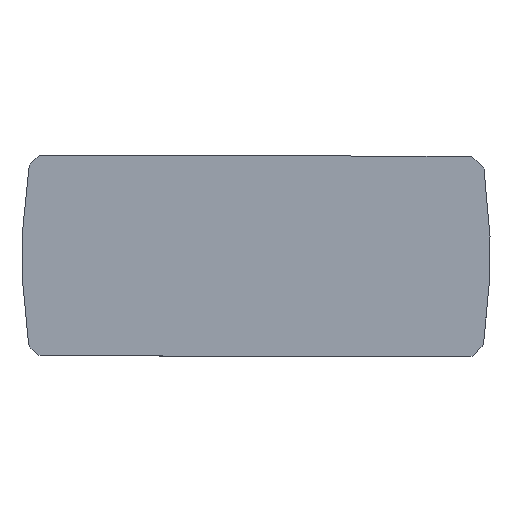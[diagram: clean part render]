
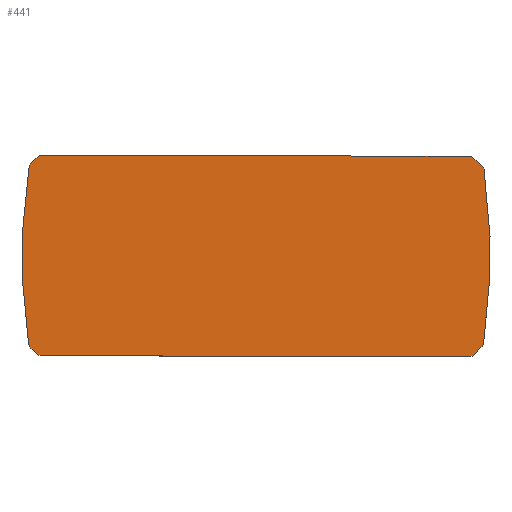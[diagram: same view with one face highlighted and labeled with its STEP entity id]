
A CAD part, top view. The second image highlights one B-rep face of the part: STEP entity #441.
In plain terms, the highlighted planar face has unit normal (0, 0, 1).
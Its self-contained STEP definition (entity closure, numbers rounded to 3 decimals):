
#35=FACE_OUTER_BOUND('',#57,.T.);
#57=EDGE_LOOP('',(#359,#360,#361,#362,#363,#364,#365,#366,#367,#368,#369,
#370,#371,#372,#373,#374,#375,#376,#377,#378));
#61=LINE('',#602,#121);
#64=LINE('',#608,#124);
#67=LINE('',#614,#127);
#70=LINE('',#620,#130);
#73=LINE('',#626,#133);
#76=LINE('',#632,#136);
#79=LINE('',#638,#139);
#82=LINE('',#644,#142);
#85=LINE('',#650,#145);
#88=LINE('',#656,#148);
#91=LINE('',#662,#151);
#94=LINE('',#668,#154);
#97=LINE('',#674,#157);
#100=LINE('',#680,#160);
#103=LINE('',#686,#163);
#106=LINE('',#692,#166);
#109=LINE('',#698,#169);
#112=LINE('',#704,#172);
#115=LINE('',#710,#175);
#118=LINE('',#714,#178);
#121=VECTOR('',#494,10.);
#124=VECTOR('',#499,10.);
#127=VECTOR('',#504,10.);
#130=VECTOR('',#509,10.);
#133=VECTOR('',#514,10.);
#136=VECTOR('',#519,10.);
#139=VECTOR('',#524,10.);
#142=VECTOR('',#529,10.);
#145=VECTOR('',#534,10.);
#148=VECTOR('',#539,10.);
#151=VECTOR('',#544,10.);
#154=VECTOR('',#549,10.);
#157=VECTOR('',#554,10.);
#160=VECTOR('',#559,10.);
#163=VECTOR('',#564,10.);
#166=VECTOR('',#569,10.);
#169=VECTOR('',#574,10.);
#172=VECTOR('',#579,10.);
#175=VECTOR('',#584,10.);
#178=VECTOR('',#589,10.);
#181=VERTEX_POINT('',#599);
#182=VERTEX_POINT('',#601);
#184=VERTEX_POINT('',#607);
#186=VERTEX_POINT('',#613);
#188=VERTEX_POINT('',#619);
#190=VERTEX_POINT('',#625);
#192=VERTEX_POINT('',#631);
#194=VERTEX_POINT('',#637);
#196=VERTEX_POINT('',#643);
#198=VERTEX_POINT('',#649);
#200=VERTEX_POINT('',#655);
#202=VERTEX_POINT('',#661);
#204=VERTEX_POINT('',#667);
#206=VERTEX_POINT('',#673);
#208=VERTEX_POINT('',#679);
#210=VERTEX_POINT('',#685);
#212=VERTEX_POINT('',#691);
#214=VERTEX_POINT('',#697);
#216=VERTEX_POINT('',#703);
#218=VERTEX_POINT('',#709);
#221=EDGE_CURVE('',#182,#181,#61,.T.);
#224=EDGE_CURVE('',#184,#182,#64,.T.);
#227=EDGE_CURVE('',#186,#184,#67,.T.);
#230=EDGE_CURVE('',#188,#186,#70,.T.);
#233=EDGE_CURVE('',#190,#188,#73,.T.);
#236=EDGE_CURVE('',#192,#190,#76,.T.);
#239=EDGE_CURVE('',#194,#192,#79,.T.);
#242=EDGE_CURVE('',#196,#194,#82,.T.);
#245=EDGE_CURVE('',#198,#196,#85,.T.);
#248=EDGE_CURVE('',#200,#198,#88,.T.);
#251=EDGE_CURVE('',#202,#200,#91,.T.);
#254=EDGE_CURVE('',#204,#202,#94,.T.);
#257=EDGE_CURVE('',#206,#204,#97,.T.);
#260=EDGE_CURVE('',#208,#206,#100,.T.);
#263=EDGE_CURVE('',#210,#208,#103,.T.);
#266=EDGE_CURVE('',#212,#210,#106,.T.);
#269=EDGE_CURVE('',#214,#212,#109,.T.);
#272=EDGE_CURVE('',#216,#214,#112,.T.);
#275=EDGE_CURVE('',#218,#216,#115,.T.);
#278=EDGE_CURVE('',#181,#218,#118,.T.);
#359=ORIENTED_EDGE('',*,*,#278,.T.);
#360=ORIENTED_EDGE('',*,*,#275,.T.);
#361=ORIENTED_EDGE('',*,*,#272,.T.);
#362=ORIENTED_EDGE('',*,*,#269,.T.);
#363=ORIENTED_EDGE('',*,*,#266,.T.);
#364=ORIENTED_EDGE('',*,*,#263,.T.);
#365=ORIENTED_EDGE('',*,*,#260,.T.);
#366=ORIENTED_EDGE('',*,*,#257,.T.);
#367=ORIENTED_EDGE('',*,*,#254,.T.);
#368=ORIENTED_EDGE('',*,*,#251,.T.);
#369=ORIENTED_EDGE('',*,*,#248,.T.);
#370=ORIENTED_EDGE('',*,*,#245,.T.);
#371=ORIENTED_EDGE('',*,*,#242,.T.);
#372=ORIENTED_EDGE('',*,*,#239,.T.);
#373=ORIENTED_EDGE('',*,*,#236,.T.);
#374=ORIENTED_EDGE('',*,*,#233,.T.);
#375=ORIENTED_EDGE('',*,*,#230,.T.);
#376=ORIENTED_EDGE('',*,*,#227,.T.);
#377=ORIENTED_EDGE('',*,*,#224,.T.);
#378=ORIENTED_EDGE('',*,*,#221,.T.);
#419=PLANE('',#486);
#441=ADVANCED_FACE('',(#35),#419,.T.);
#486=AXIS2_PLACEMENT_3D('',#715,#590,#591);
#494=DIRECTION('',(-0.929,-0.37,0.));
#499=DIRECTION('',(-1.,0.003,0.));
#504=DIRECTION('',(-0.968,0.253,0.));
#509=DIRECTION('',(-0.719,0.695,0.));
#514=DIRECTION('',(-0.471,0.882,0.));
#519=DIRECTION('',(-0.088,0.996,0.));
#524=DIRECTION('',(0.003,1.,0.));
#529=DIRECTION('',(0.094,0.996,0.));
#534=DIRECTION('',(0.477,0.879,0.));
#539=DIRECTION('',(0.723,0.691,0.));
#544=DIRECTION('',(0.969,0.247,0.));
#549=DIRECTION('',(1.,-0.003,0.));
#554=DIRECTION('',(0.927,-0.376,0.));
#559=DIRECTION('',(0.712,-0.702,0.));
#564=DIRECTION('',(0.405,-0.914,0.));
#569=DIRECTION('',(0.096,-0.995,0.));
#574=DIRECTION('',(-0.003,-1.,0.));
#579=DIRECTION('',(-0.101,-0.995,0.));
#584=DIRECTION('',(-0.41,-0.912,0.));
#589=DIRECTION('',(-0.717,-0.698,0.));
#590=DIRECTION('center_axis',(0.,0.,1.));
#591=DIRECTION('ref_axis',(1.,0.,0.));
#599=CARTESIAN_POINT('',(62.033,144.158,3.));
#601=CARTESIAN_POINT('',(62.989,144.54,3.));
#602=CARTESIAN_POINT('',(62.989,144.54,3.));
#607=CARTESIAN_POINT('',(231.254,144.045,3.));
#608=CARTESIAN_POINT('',(231.276,144.045,3.));
#613=CARTESIAN_POINT('',(232.349,143.759,3.));
#614=CARTESIAN_POINT('',(232.349,143.759,3.));
#619=CARTESIAN_POINT('',(236.164,140.072,3.));
#620=CARTESIAN_POINT('',(236.164,140.072,3.));
#625=CARTESIAN_POINT('',(236.74,138.995,3.));
#626=CARTESIAN_POINT('',(236.74,138.995,3.));
#631=CARTESIAN_POINT('',(239.077,112.625,3.));
#632=CARTESIAN_POINT('',(239.077,112.625,3.));
#637=CARTESIAN_POINT('',(239.03,96.825,3.));
#638=CARTESIAN_POINT('',(239.03,96.825,3.));
#643=CARTESIAN_POINT('',(236.539,70.468,3.));
#644=CARTESIAN_POINT('',(236.539,70.468,3.));
#649=CARTESIAN_POINT('',(235.956,69.394,3.));
#650=CARTESIAN_POINT('',(235.956,69.394,3.));
#655=CARTESIAN_POINT('',(232.12,65.73,3.));
#656=CARTESIAN_POINT('',(232.12,65.73,3.));
#661=CARTESIAN_POINT('',(231.023,65.451,3.));
#662=CARTESIAN_POINT('',(231.023,65.451,3.));
#667=CARTESIAN_POINT('',(62.758,65.946,3.));
#668=CARTESIAN_POINT('',(62.758,65.946,3.));
#673=CARTESIAN_POINT('',(61.804,66.333,3.));
#674=CARTESIAN_POINT('',(61.804,66.333,3.));
#679=CARTESIAN_POINT('',(58.751,69.34,3.));
#680=CARTESIAN_POINT('',(58.751,69.34,3.));
#685=CARTESIAN_POINT('',(58.264,70.44,3.));
#686=CARTESIAN_POINT('',(58.264,70.44,3.));
#691=CARTESIAN_POINT('',(55.677,97.364,3.));
#692=CARTESIAN_POINT('',(55.677,97.364,3.));
#697=CARTESIAN_POINT('',(55.723,113.164,3.));
#698=CARTESIAN_POINT('',(55.723,113.164,3.));
#703=CARTESIAN_POINT('',(58.469,140.072,3.));
#704=CARTESIAN_POINT('',(58.469,140.072,3.));
#709=CARTESIAN_POINT('',(58.962,141.17,3.));
#710=CARTESIAN_POINT('',(58.962,141.17,3.));
#714=CARTESIAN_POINT('',(62.033,144.158,3.));
#715=CARTESIAN_POINT('Origin',(147.377,104.995,3.));
